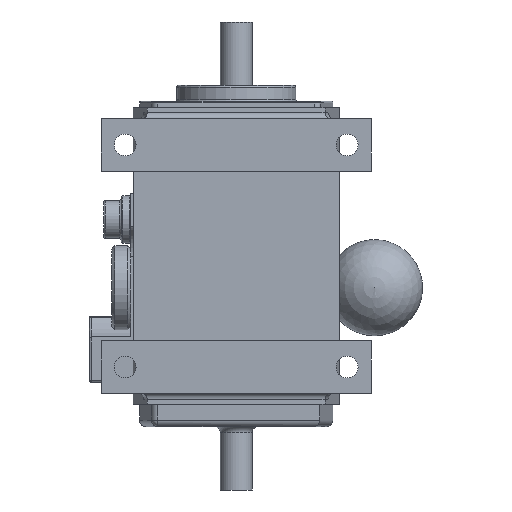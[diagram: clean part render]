
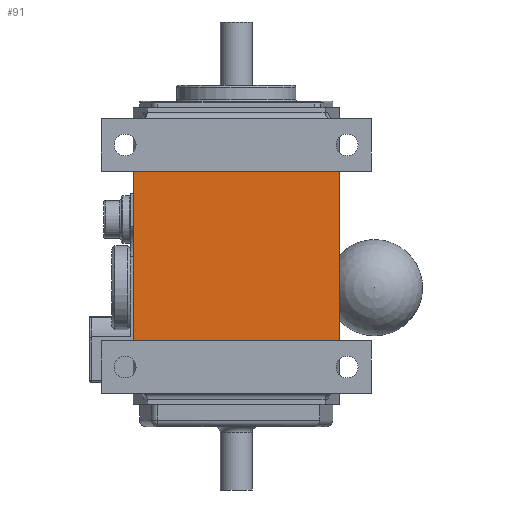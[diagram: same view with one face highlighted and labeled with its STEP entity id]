
A CAD part, front view. The second image highlights one B-rep face of the part: STEP entity #91.
In plain terms, the highlighted planar face has unit normal (0, -1, 0).
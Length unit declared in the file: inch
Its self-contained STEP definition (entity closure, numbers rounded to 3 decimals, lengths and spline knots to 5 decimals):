
#91 = ADVANCED_FACE ( 'NONE', ( #3083 ), #3499, .F. ) ;
#320 = EDGE_LOOP ( 'NONE', ( #1188, #1189, #1190, #1191 ) ) ;
#728 = EDGE_CURVE ( 'NONE', #10106, #10107, #4897, .T. ) ;
#738 = EDGE_CURVE ( 'NONE', #10113, #10110, #4929, .T. ) ;
#743 = EDGE_CURVE ( 'NONE', #10113, #10107, #4938, .T. ) ;
#745 = EDGE_CURVE ( 'NONE', #10110, #10106, #4942, .T. ) ;
#1188 = ORIENTED_EDGE ( 'NONE', *, *, #745, .F. ) ;
#1189 = ORIENTED_EDGE ( 'NONE', *, *, #738, .F. ) ;
#1190 = ORIENTED_EDGE ( 'NONE', *, *, #743, .T. ) ;
#1191 = ORIENTED_EDGE ( 'NONE', *, *, #728, .F. ) ;
#2276 = AXIS2_PLACEMENT_3D ( 'NONE', #3495, #3502, #3503 ) ;
#3083 = FACE_OUTER_BOUND ( 'NONE', #320, .T. ) ;
#3495 = CARTESIAN_POINT ( 'NONE',  ( -1.37554, 0.125, -2.63667 ) ) ;
#3499 = PLANE ( 'NONE',  #2276 ) ;
#3502 = DIRECTION ( 'NONE',  ( 0., 1., 0. ) ) ;
#3503 = DIRECTION ( 'NONE',  ( 1., 0., 0. ) ) ;
#4411 = CARTESIAN_POINT ( 'NONE',  ( -1.50027, 0.125, 1.3375 ) ) ;
#4414 = DIRECTION ( 'NONE',  ( 1., 0., 0. ) ) ;
#4427 = CARTESIAN_POINT ( 'NONE',  ( -1.50027, 0.125, -1.3375 ) ) ;
#4437 = DIRECTION ( 'NONE',  ( -1., 0., 0. ) ) ;
#4447 = CARTESIAN_POINT ( 'NONE',  ( 1.625, 0.125, -2.63667 ) ) ;
#4448 = DIRECTION ( 'NONE',  ( 0., 0., 1. ) ) ;
#4451 = CARTESIAN_POINT ( 'NONE',  ( -1.625, 0.125, -2.63667 ) ) ;
#4452 = DIRECTION ( 'NONE',  ( 0., 0., 1. ) ) ;
#4897 = LINE ( 'NONE', #4411, #4911 ) ;
#4911 = VECTOR ( 'NONE', #4414, 39.37008 ) ;
#4926 = VECTOR ( 'NONE', #4437, 39.37008 ) ;
#4929 = LINE ( 'NONE', #4427, #4926 ) ;
#4938 = LINE ( 'NONE', #4447, #4939 ) ;
#4939 = VECTOR ( 'NONE', #4448, 39.37008 ) ;
#4942 = LINE ( 'NONE', #4451, #4943 ) ;
#4943 = VECTOR ( 'NONE', #4452, 39.37008 ) ;
#9458 = CARTESIAN_POINT ( 'NONE',  ( -1.625, 0.125, 1.3375 ) ) ;
#9459 = CARTESIAN_POINT ( 'NONE',  ( 1.625, 0.125, 1.3375 ) ) ;
#9462 = CARTESIAN_POINT ( 'NONE',  ( -1.625, 0.125, -1.3375 ) ) ;
#9465 = CARTESIAN_POINT ( 'NONE',  ( 1.625, 0.125, -1.3375 ) ) ;
#10106 = VERTEX_POINT ( 'NONE', #9458 ) ;
#10107 = VERTEX_POINT ( 'NONE', #9459 ) ;
#10110 = VERTEX_POINT ( 'NONE', #9462 ) ;
#10113 = VERTEX_POINT ( 'NONE', #9465 ) ;
